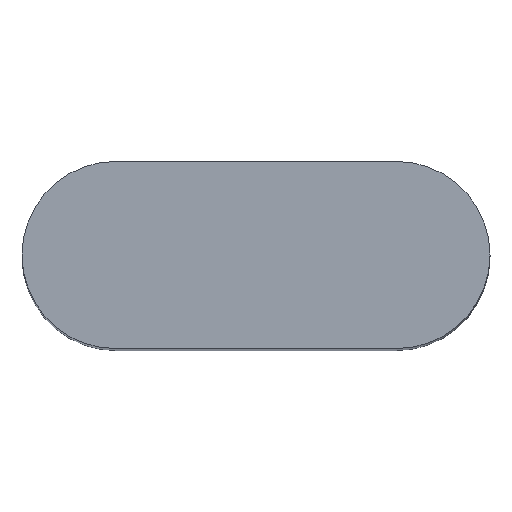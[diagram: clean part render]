
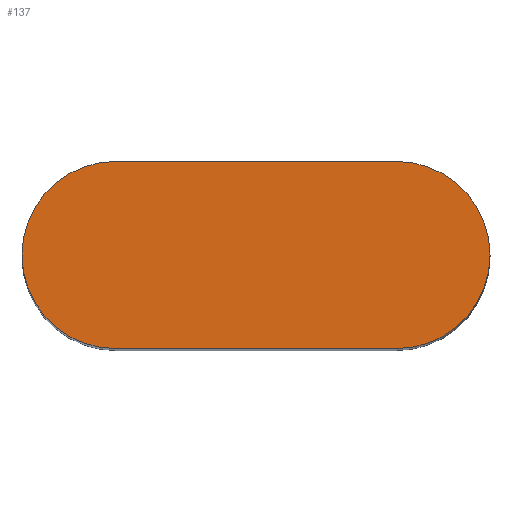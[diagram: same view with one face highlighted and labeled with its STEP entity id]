
A CAD part, top view. The second image highlights one B-rep face of the part: STEP entity #137.
In plain terms, the highlighted planar face has unit normal (0, 0, 1).
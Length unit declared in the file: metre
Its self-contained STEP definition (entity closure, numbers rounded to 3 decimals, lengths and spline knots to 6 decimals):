
#1=DIRECTION('',(1.,0.,0.));
#2=VECTOR('',#1,0.03);
#3=CARTESIAN_POINT('',(-0.015,-0.01,0.065));
#4=LINE('',#3,#2);
#5=DIRECTION('',(-1.,0.,0.));
#6=VECTOR('',#5,0.03);
#7=CARTESIAN_POINT('',(0.015,0.01,0.065));
#8=LINE('',#7,#6);
#9=CARTESIAN_POINT('',(0.015,0.,0.065));
#10=DIRECTION('',(0.,0.,1.));
#11=DIRECTION('',(0.,-1.,0.));
#12=AXIS2_PLACEMENT_3D('',#9,#10,#11);
#34=CARTESIAN_POINT('',(-0.015,0.,0.065));
#35=DIRECTION('',(0.,0.,1.));
#36=DIRECTION('',(0.,1.,0.));
#37=AXIS2_PLACEMENT_3D('',#34,#35,#36);
#106=CARTESIAN_POINT('',(0.015,-0.01,0.065));
#108=VERTEX_POINT('',#106);
#110=CARTESIAN_POINT('',(0.015,0.01,0.065));
#112=VERTEX_POINT('',#110);
#118=CARTESIAN_POINT('',(-0.015,-0.01,0.065));
#119=VERTEX_POINT('',#118);
#120=CARTESIAN_POINT('',(-0.015,0.01,0.065));
#121=VERTEX_POINT('',#120);
#122=CARTESIAN_POINT('',(0.,0.,0.065));
#123=DIRECTION('',(0.,0.,1.));
#124=DIRECTION('',(1.,0.,0.));
#125=AXIS2_PLACEMENT_3D('',#122,#123,#124);
#126=PLANE('',#125);
#128=ORIENTED_EDGE('',*,*,#127,.F.);
#130=ORIENTED_EDGE('',*,*,#129,.F.);
#132=ORIENTED_EDGE('',*,*,#131,.F.);
#134=ORIENTED_EDGE('',*,*,#133,.F.);
#135=EDGE_LOOP('',(#128,#130,#132,#134));
#136=FACE_OUTER_BOUND('',#135,.F.);
#137=ADVANCED_FACE('',(#136),#126,.T.);
#13=CIRCLE('',#12,0.01);
#38=CIRCLE('',#37,0.01);
#127=EDGE_CURVE('',#108,#112,#13,.T.);
#129=EDGE_CURVE('',#119,#108,#4,.T.);
#131=EDGE_CURVE('',#121,#119,#38,.T.);
#133=EDGE_CURVE('',#112,#121,#8,.T.);
